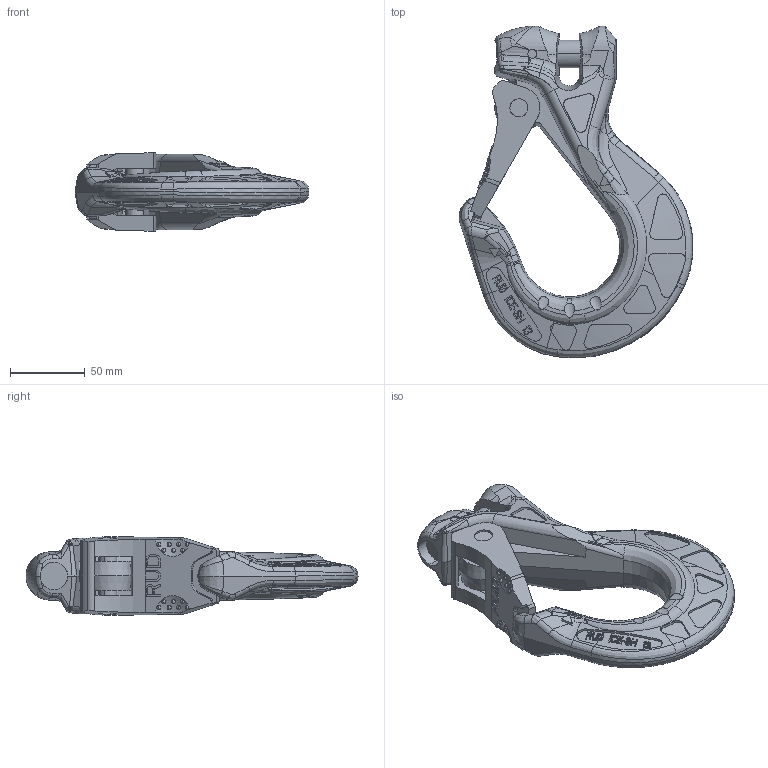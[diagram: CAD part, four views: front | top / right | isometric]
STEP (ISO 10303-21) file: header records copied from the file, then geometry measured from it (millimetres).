
FILE_DESCRIPTION((''),'2;1');
FILE_NAME('001-M32685-DXF1_ASM','2009-03-04T',('jakubetz'),('RAND'),'PRO/ENGINEER BY PARAMETRIC TECHNOLOGY CORPORATION, 2005030','PRO/ENGINEER BY PARAMETRIC TECHNOLOGY CORPORATION, 2005030','');
FILE_SCHEMA(('CONFIG_CONTROL_DESIGN'));
Length unit declared in the file: millimetre
Products named in the file (3): 001-M32685-DXF1; 001-M31477-001; 001-M32685-DXF1_ASM
Assembly tree (2 placements, depth 2):
  001-M32685-DXF1_ASM
    001-M32685-DXF1
    001-M31477-001
Bounding box: 155.95 x 221.37 x 52.45 mm (x, y, z)
Volume: 420658.6 mm3; surface area: 71563.5 mm2
Topology: 2 solids, 2 shells, 936 faces, 2553 edges, 1623 vertices
Faces by surface type: plane 514, bspline 178, cylinder 126, cone 65, sphere 34, torus 17, extrusion 2
Entity records: 41393 total; most frequent: CARTESIAN_POINT 20672, ORIENTED_EDGE 5046, DIRECTION 3150, EDGE_CURVE 2523, VERTEX_POINT 1623, B_SPLINE_CURVE_WITH_KNOTS 1179, VECTOR 1068, LINE 1066
